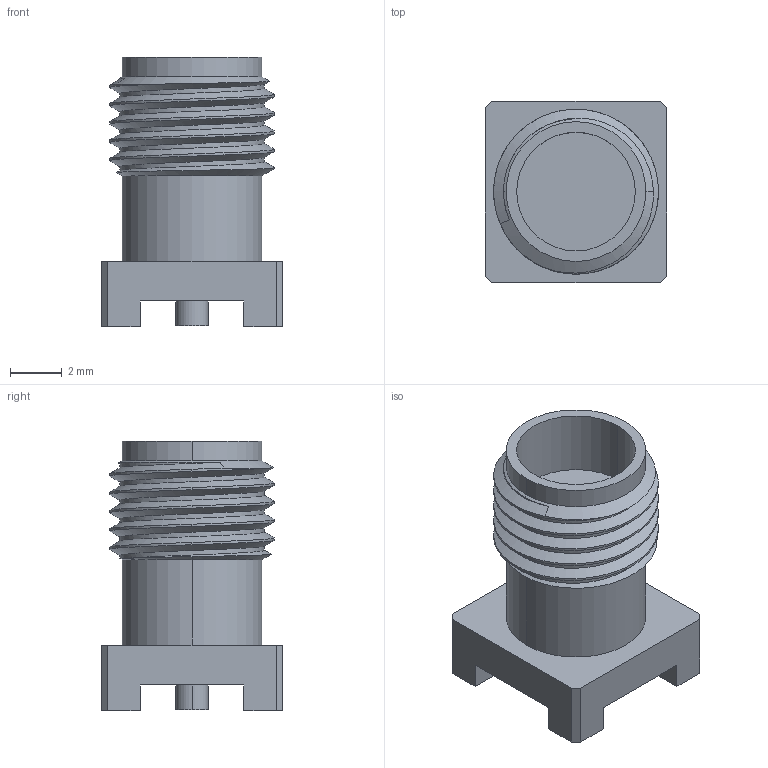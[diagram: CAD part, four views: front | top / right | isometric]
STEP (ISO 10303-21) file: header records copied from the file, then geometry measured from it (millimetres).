
FILE_DESCRIPTION (( 'STEP AP214' ), '1' );
FILE_NAME ('c-consma001-smd-g-g-3d.STEP', '2024-04-04T09:51:39', ( '' ), ( '' ), 'SwSTEP 2.0', 'SolidWorks 2020', '' );
FILE_SCHEMA (( 'AUTOMOTIVE_DESIGN' ));
Length unit declared in the file: centimetre
Products named in the file (1): c-consma001-smd-g-g-3d
Bounding box: 7 x 7 x 10.4 mm (x, y, z)
Volume: 240 mm3; surface area: 388.9 mm2
Topology: 1 solids, 1 shells, 51 faces, 135 edges, 89 vertices
Faces by surface type: plane 25, cylinder 19, cone 4, bspline 3
Entity records: 5511 total; most frequent: CARTESIAN_POINT 4266, ORIENTED_EDGE 270, DIRECTION 218, EDGE_CURVE 135, VERTEX_POINT 89, VECTOR 82, LINE 82, AXIS2_PLACEMENT_3D 68
